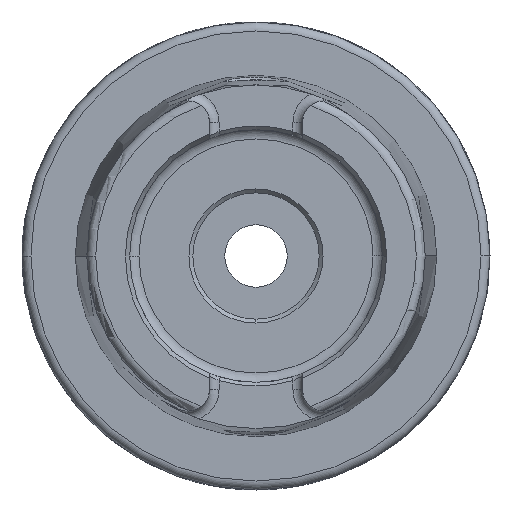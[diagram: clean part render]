
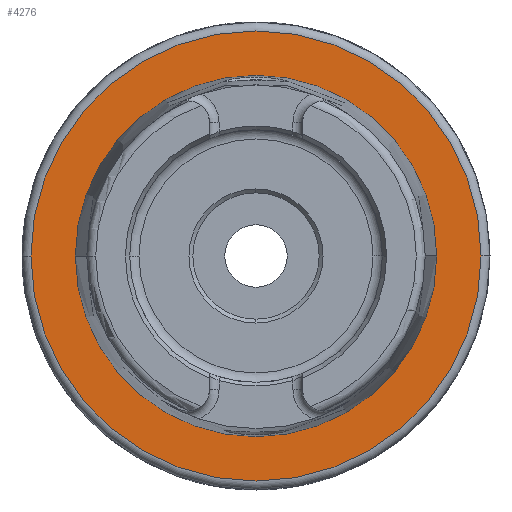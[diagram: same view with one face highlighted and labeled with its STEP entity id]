
A CAD part, left-side view. The second image highlights one B-rep face of the part: STEP entity #4276.
In plain terms, the highlighted planar face has unit normal (-1, 0, 0).
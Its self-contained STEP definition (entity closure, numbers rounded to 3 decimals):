
#279 = VERTEX_POINT ( 'NONE', #1248 ) ;
#316 = DIRECTION ( 'NONE',  ( 1., 0., 0. ) ) ;
#435 = DIRECTION ( 'NONE',  ( 0., -1., 0. ) ) ;
#442 = EDGE_LOOP ( 'NONE', ( #4411, #1555 ) ) ;
#478 = VERTEX_POINT ( 'NONE', #500 ) ;
#500 = CARTESIAN_POINT ( 'NONE',  ( 0., -30.3, 0. ) ) ;
#742 = EDGE_LOOP ( 'NONE', ( #961, #5646 ) ) ;
#887 = CIRCLE ( 'NONE', #2818, 30.3 ) ;
#961 = ORIENTED_EDGE ( 'NONE', *, *, #1004, .F. ) ;
#1004 = EDGE_CURVE ( 'NONE', #279, #478, #887, .T. ) ;
#1230 = DIRECTION ( 'NONE',  ( 0., 1., 0. ) ) ;
#1248 = CARTESIAN_POINT ( 'NONE',  ( 0., 30.3, 0. ) ) ;
#1555 = ORIENTED_EDGE ( 'NONE', *, *, #3043, .T. ) ;
#1632 = CIRCLE ( 'NONE', #5436, 24.321 ) ;
#1668 = CARTESIAN_POINT ( 'NONE',  ( 0., 0., 0. ) ) ;
#1948 = PLANE ( 'NONE',  #2689 ) ;
#1991 = EDGE_CURVE ( 'NONE', #478, #279, #5615, .T. ) ;
#2387 = DIRECTION ( 'NONE',  ( -1., 0., 0. ) ) ;
#2661 = CIRCLE ( 'NONE', #6013, 24.321 ) ;
#2689 = AXIS2_PLACEMENT_3D ( 'NONE', #6021, #2387, #435 ) ;
#2818 = AXIS2_PLACEMENT_3D ( 'NONE', #1668, #3308, #2970 ) ;
#2844 = VERTEX_POINT ( 'NONE', #3694 ) ;
#2970 = DIRECTION ( 'NONE',  ( 0., 1., 0. ) ) ;
#3043 = EDGE_CURVE ( 'NONE', #4789, #2844, #1632, .T. ) ;
#3308 = DIRECTION ( 'NONE',  ( 1., 0., 0. ) ) ;
#3499 = CARTESIAN_POINT ( 'NONE',  ( 0., 0., 0. ) ) ;
#3694 = CARTESIAN_POINT ( 'NONE',  ( 0., 24.321, 0. ) ) ;
#3986 = CARTESIAN_POINT ( 'NONE',  ( 0., 0., 0. ) ) ;
#3989 = AXIS2_PLACEMENT_3D ( 'NONE', #4355, #5406, #1230 ) ;
#4276 = ADVANCED_FACE ( 'NONE', ( #4482, #5082 ), #1948, .T. ) ;
#4355 = CARTESIAN_POINT ( 'NONE',  ( 0., 0., 0. ) ) ;
#4411 = ORIENTED_EDGE ( 'NONE', *, *, #6314, .T. ) ;
#4482 = FACE_BOUND ( 'NONE', #442, .T. ) ;
#4789 = VERTEX_POINT ( 'NONE', #5805 ) ;
#4982 = DIRECTION ( 'NONE',  ( 0., 1., 0. ) ) ;
#5082 = FACE_OUTER_BOUND ( 'NONE', #742, .T. ) ;
#5406 = DIRECTION ( 'NONE',  ( 1., 0., 0. ) ) ;
#5436 = AXIS2_PLACEMENT_3D ( 'NONE', #3499, #6726, #6175 ) ;
#5615 = CIRCLE ( 'NONE', #3989, 30.3 ) ;
#5646 = ORIENTED_EDGE ( 'NONE', *, *, #1991, .F. ) ;
#5805 = CARTESIAN_POINT ( 'NONE',  ( 0., -24.321, 0. ) ) ;
#6013 = AXIS2_PLACEMENT_3D ( 'NONE', #3986, #316, #4982 ) ;
#6021 = CARTESIAN_POINT ( 'NONE',  ( 0., 24.321, 0. ) ) ;
#6175 = DIRECTION ( 'NONE',  ( 0., 1., 0. ) ) ;
#6314 = EDGE_CURVE ( 'NONE', #2844, #4789, #2661, .T. ) ;
#6726 = DIRECTION ( 'NONE',  ( 1., 0., 0. ) ) ;
